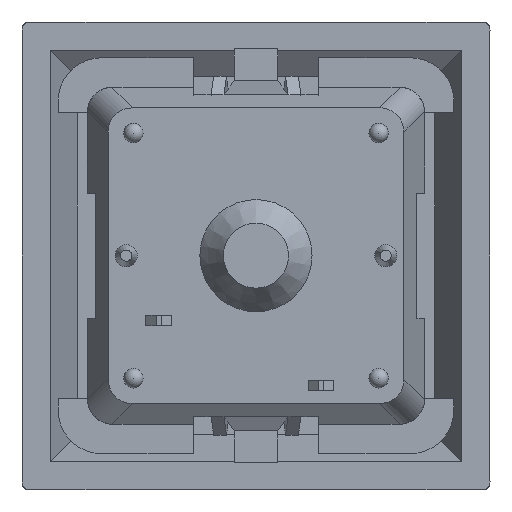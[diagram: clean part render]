
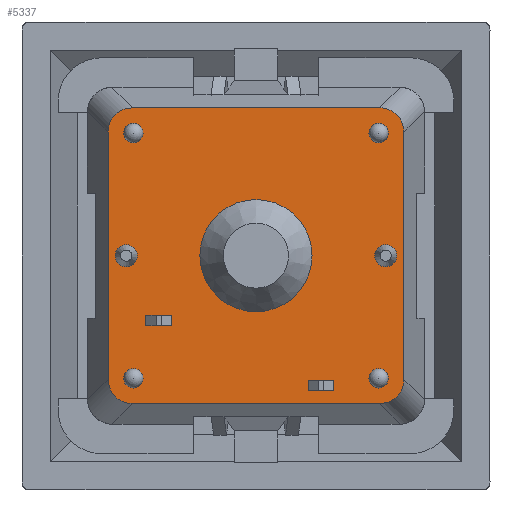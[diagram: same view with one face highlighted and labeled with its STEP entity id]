
A CAD part, front view. The second image highlights one B-rep face of the part: STEP entity #5337.
In plain terms, the highlighted planar face has unit normal (0, -1, 0).
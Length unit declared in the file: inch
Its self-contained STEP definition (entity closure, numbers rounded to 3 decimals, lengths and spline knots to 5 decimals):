
#60=CIRCLE('',#5593,0.08644);
#61=CIRCLE('',#5595,0.01496);
#63=CIRCLE('',#5598,0.01496);
#65=CIRCLE('',#5601,0.01496);
#67=CIRCLE('',#5604,0.01496);
#130=ELLIPSE('',#5656,0.04333,0.03937);
#131=ELLIPSE('',#5657,0.04333,0.03937);
#132=ELLIPSE('',#5658,0.04333,0.03937);
#133=ELLIPSE('',#5659,0.04333,0.03937);
#191=FACE_BOUND('',#806,.T.);
#192=FACE_BOUND('',#807,.T.);
#193=FACE_BOUND('',#808,.T.);
#194=FACE_BOUND('',#809,.T.);
#195=FACE_BOUND('',#810,.T.);
#504=FACE_OUTER_BOUND('',#805,.T.);
#805=EDGE_LOOP('',(#4466,#4467,#4468,#4469,#4470,#4471,#4472,#4473));
#806=EDGE_LOOP('',(#4474));
#807=EDGE_LOOP('',(#4475));
#808=EDGE_LOOP('',(#4476));
#809=EDGE_LOOP('',(#4477));
#810=EDGE_LOOP('',(#4478));
#1337=LINE('',#11233,#1939);
#1338=LINE('',#11237,#1940);
#1339=LINE('',#11241,#1941);
#1340=LINE('',#11245,#1942);
#1939=VECTOR('',#6609,39.37008);
#1940=VECTOR('',#6612,39.37008);
#1941=VECTOR('',#6615,39.37008);
#1942=VECTOR('',#6618,39.37008);
#2395=VERTEX_POINT('',#10943);
#2396=VERTEX_POINT('',#10947);
#2398=VERTEX_POINT('',#10952);
#2400=VERTEX_POINT('',#10957);
#2402=VERTEX_POINT('',#10962);
#2509=VERTEX_POINT('',#11231);
#2510=VERTEX_POINT('',#11232);
#2511=VERTEX_POINT('',#11234);
#2512=VERTEX_POINT('',#11236);
#2513=VERTEX_POINT('',#11238);
#2514=VERTEX_POINT('',#11240);
#2515=VERTEX_POINT('',#11242);
#2516=VERTEX_POINT('',#11244);
#3055=EDGE_CURVE('',#2395,#2395,#60,.T.);
#3057=EDGE_CURVE('',#2396,#2396,#61,.T.);
#3059=EDGE_CURVE('',#2398,#2398,#63,.T.);
#3061=EDGE_CURVE('',#2400,#2400,#65,.T.);
#3063=EDGE_CURVE('',#2402,#2402,#67,.T.);
#3196=EDGE_CURVE('',#2509,#2510,#1337,.T.);
#3197=EDGE_CURVE('',#2510,#2511,#130,.T.);
#3198=EDGE_CURVE('',#2511,#2512,#1338,.T.);
#3199=EDGE_CURVE('',#2512,#2513,#131,.T.);
#3200=EDGE_CURVE('',#2513,#2514,#1339,.T.);
#3201=EDGE_CURVE('',#2514,#2515,#132,.T.);
#3202=EDGE_CURVE('',#2515,#2516,#1340,.T.);
#3203=EDGE_CURVE('',#2516,#2509,#133,.T.);
#4466=ORIENTED_EDGE('',*,*,#3196,.T.);
#4467=ORIENTED_EDGE('',*,*,#3197,.T.);
#4468=ORIENTED_EDGE('',*,*,#3198,.T.);
#4469=ORIENTED_EDGE('',*,*,#3199,.T.);
#4470=ORIENTED_EDGE('',*,*,#3200,.T.);
#4471=ORIENTED_EDGE('',*,*,#3201,.T.);
#4472=ORIENTED_EDGE('',*,*,#3202,.T.);
#4473=ORIENTED_EDGE('',*,*,#3203,.T.);
#4474=ORIENTED_EDGE('',*,*,#3055,.T.);
#4475=ORIENTED_EDGE('',*,*,#3057,.T.);
#4476=ORIENTED_EDGE('',*,*,#3059,.T.);
#4477=ORIENTED_EDGE('',*,*,#3061,.T.);
#4478=ORIENTED_EDGE('',*,*,#3063,.T.);
#5051=PLANE('',#5655);
#5337=ADVANCED_FACE('',(#504,#191,#192,#193,#194,#195),#5051,.F.);
#5593=AXIS2_PLACEMENT_3D('',#10944,#6372,#6373);
#5595=AXIS2_PLACEMENT_3D('',#10948,#6377,#6378);
#5598=AXIS2_PLACEMENT_3D('',#10953,#6383,#6384);
#5601=AXIS2_PLACEMENT_3D('',#10958,#6389,#6390);
#5604=AXIS2_PLACEMENT_3D('',#10963,#6395,#6396);
#5655=AXIS2_PLACEMENT_3D('',#11230,#6607,#6608);
#5656=AXIS2_PLACEMENT_3D('',#11235,#6610,#6611);
#5657=AXIS2_PLACEMENT_3D('',#11239,#6613,#6614);
#5658=AXIS2_PLACEMENT_3D('',#11243,#6616,#6617);
#5659=AXIS2_PLACEMENT_3D('',#11246,#6619,#6620);
#6372=DIRECTION('center_axis',(0.,1.,0.));
#6373=DIRECTION('ref_axis',(0.,0.,1.));
#6377=DIRECTION('center_axis',(0.,1.,0.));
#6378=DIRECTION('ref_axis',(-1.,0.,0.));
#6383=DIRECTION('center_axis',(0.,1.,0.));
#6384=DIRECTION('ref_axis',(0.,0.,-1.));
#6389=DIRECTION('center_axis',(0.,1.,0.));
#6390=DIRECTION('ref_axis',(1.,0.,0.));
#6395=DIRECTION('center_axis',(0.,1.,0.));
#6396=DIRECTION('ref_axis',(0.,0.,1.));
#6607=DIRECTION('center_axis',(0.,1.,0.));
#6608=DIRECTION('ref_axis',(0.,0.,1.));
#6609=DIRECTION('',(1.,0.,0.));
#6610=DIRECTION('center_axis',(0.,-1.,0.));
#6611=DIRECTION('ref_axis',(0.707,0.,-0.707));
#6612=DIRECTION('',(0.,0.,1.));
#6613=DIRECTION('center_axis',(0.,-1.,0.));
#6614=DIRECTION('ref_axis',(-0.707,0.,-0.707));
#6615=DIRECTION('',(-1.,0.,0.));
#6616=DIRECTION('center_axis',(0.,-1.,0.));
#6617=DIRECTION('ref_axis',(0.707,0.,-0.707));
#6618=DIRECTION('',(0.,0.,-1.));
#6619=DIRECTION('center_axis',(0.,-1.,0.));
#6620=DIRECTION('ref_axis',(-0.707,0.,-0.707));
#10943=CARTESIAN_POINT('',(0.,0.01496,-0.08644));
#10944=CARTESIAN_POINT('Origin',(0.,0.01496,0.));
#10947=CARTESIAN_POINT('',(-0.18898,0.01496,0.20394));
#10948=CARTESIAN_POINT('Origin',(-0.18898,0.01496,
0.18898));
#10952=CARTESIAN_POINT('',(-0.18898,0.01496,-0.17402));
#10953=CARTESIAN_POINT('Origin',(-0.18898,0.01496,
-0.18898));
#10957=CARTESIAN_POINT('',(0.18898,0.01496,-0.17402));
#10958=CARTESIAN_POINT('Origin',(0.18898,0.01496,-0.18898));
#10962=CARTESIAN_POINT('',(0.18898,0.01496,0.20394));
#10963=CARTESIAN_POINT('Origin',(0.18898,0.01496,0.18898));
#11230=CARTESIAN_POINT('Origin',(0.,0.01496,0.));
#11231=CARTESIAN_POINT('',(-0.19042,0.01496,-0.22786));
#11232=CARTESIAN_POINT('',(0.19042,0.01496,-0.22786));
#11233=CARTESIAN_POINT('',(0.,0.01496,-0.22786));
#11234=CARTESIAN_POINT('',(0.22786,0.01496,-0.19042));
#11235=CARTESIAN_POINT('Origin',(0.18647,0.01496,-0.18647));
#11236=CARTESIAN_POINT('',(0.22786,0.01496,0.19042));
#11237=CARTESIAN_POINT('',(0.22786,0.01496,0.));
#11238=CARTESIAN_POINT('',(0.19042,0.01496,0.22786));
#11239=CARTESIAN_POINT('Origin',(0.18647,0.01496,0.18647));
#11240=CARTESIAN_POINT('',(-0.19042,0.01496,0.22786));
#11241=CARTESIAN_POINT('',(0.,0.01496,0.22786));
#11242=CARTESIAN_POINT('',(-0.22786,0.01496,0.19042));
#11243=CARTESIAN_POINT('Origin',(-0.18647,0.01496,
0.18647));
#11244=CARTESIAN_POINT('',(-0.22786,0.01496,-0.19042));
#11245=CARTESIAN_POINT('',(-0.22786,0.01496,0.));
#11246=CARTESIAN_POINT('Origin',(-0.18647,0.01496,
-0.18647));
